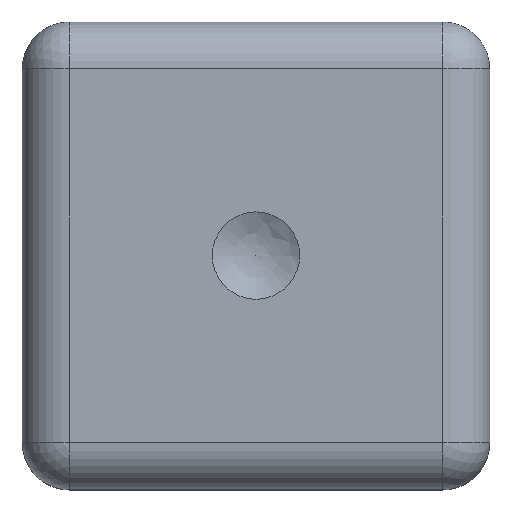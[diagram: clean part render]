
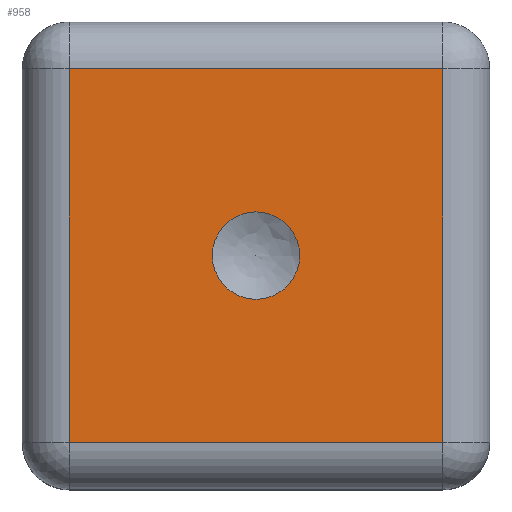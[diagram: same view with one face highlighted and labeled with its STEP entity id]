
A CAD part, top view. The second image highlights one B-rep face of the part: STEP entity #958.
In plain terms, the highlighted planar face has unit normal (0, 0, 1).
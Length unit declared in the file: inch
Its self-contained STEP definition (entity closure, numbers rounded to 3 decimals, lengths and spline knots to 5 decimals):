
#119=FACE_BOUND($,#415,.T.);
#120=FACE_BOUND($,#416,.T.);
#167=PLANE($,#1040);
#257=LINE($,#1569,#285);
#258=LINE($,#1578,#286);
#259=LINE($,#1580,#287);
#260=LINE($,#1581,#288);
#285=VECTOR($,#1211,0.8);
#286=VECTOR($,#1222,0.8);
#287=VECTOR($,#1223,0.8);
#288=VECTOR($,#1224,0.8);
#415=EDGE_LOOP($,(#769));
#416=EDGE_LOOP($,(#770,#771,#772,#773));
#532=CIRCLE($,#1041,0.0935);
#595=VERTEX_POINT($,#1558);
#598=VERTEX_POINT($,#1565);
#601=VERTEX_POINT($,#1575);
#602=VERTEX_POINT($,#1577);
#603=VERTEX_POINT($,#1579);
#670=EDGE_CURVE($,#595,#598,#257,.T.);
#673=EDGE_CURVE($,#601,#601,#532,.T.);
#674=EDGE_CURVE($,#602,#595,#258,.T.);
#675=EDGE_CURVE($,#603,#602,#259,.T.);
#676=EDGE_CURVE($,#598,#603,#260,.T.);
#769=ORIENTED_EDGE($,*,*,#673,.T.);
#770=ORIENTED_EDGE($,*,*,#670,.F.);
#771=ORIENTED_EDGE($,*,*,#674,.F.);
#772=ORIENTED_EDGE($,*,*,#675,.F.);
#773=ORIENTED_EDGE($,*,*,#676,.F.);
#958=ADVANCED_FACE($,(#119,#120),#167,.T.);
#1040=AXIS2_PLACEMENT_3D($,#1574,#1218,#1219);
#1041=AXIS2_PLACEMENT_3D($,#1576,#1220,#1221);
#1211=DIRECTION($,(-1.,0.,0.));
#1218=DIRECTION('center_axis',(0.,0.,1.));
#1219=DIRECTION('ref_axis',(0.,-1.,0.));
#1220=DIRECTION('center_axis',(0.,0.,-1.));
#1221=DIRECTION('ref_axis',(-1.,0.,0.));
#1222=DIRECTION($,(0.,-1.,0.));
#1223=DIRECTION($,(1.,0.,0.));
#1224=DIRECTION($,(0.,1.,0.));
#1558=CARTESIAN_POINT('',(0.9,-0.28113,0.43176));
#1565=CARTESIAN_POINT('',(0.1,-0.28113,0.43176));
#1569=CARTESIAN_POINT($,(0.,-0.28113,0.43176));
#1574=CARTESIAN_POINT('Origin',(0.,0.61887,0.43176));
#1575=CARTESIAN_POINT('',(0.5935,0.11887,0.43176));
#1576=CARTESIAN_POINT('Origin',(0.5,0.11887,0.43176));
#1577=CARTESIAN_POINT('',(0.9,0.51887,0.43176));
#1578=CARTESIAN_POINT($,(0.9,0.36887,0.43176));
#1579=CARTESIAN_POINT('',(0.1,0.51887,0.43176));
#1580=CARTESIAN_POINT($,(0.,0.51887,0.43176));
#1581=CARTESIAN_POINT($,(0.1,0.36887,0.43176));
